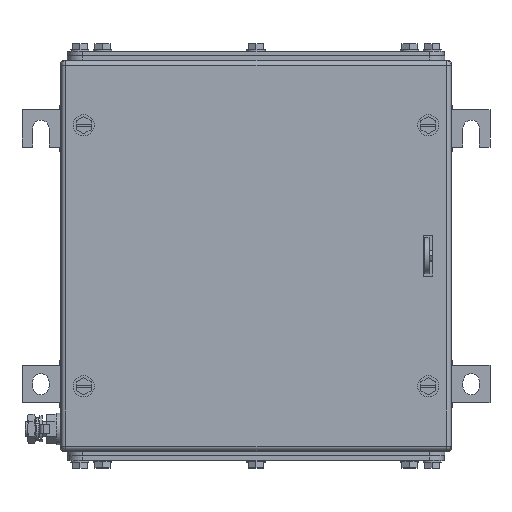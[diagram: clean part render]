
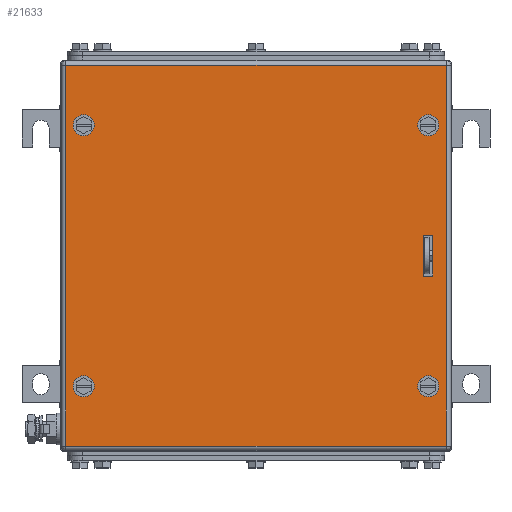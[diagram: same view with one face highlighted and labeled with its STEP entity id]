
A CAD part, top view. The second image highlights one B-rep face of the part: STEP entity #21633.
In plain terms, the highlighted planar face has unit normal (0, 0, 1).
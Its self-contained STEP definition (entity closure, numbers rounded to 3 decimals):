
#21473=AXIS2_PLACEMENT_3D('Circle Axis2P3D',#21471,#21472,$) ;
#21500=AXIS2_PLACEMENT_3D('Plane Axis2P3D',#21497,#21498,#21499) ;
#21538=AXIS2_PLACEMENT_3D('Circle Axis2P3D',#21536,#21537,$) ;
#21547=AXIS2_PLACEMENT_3D('Circle Axis2P3D',#21545,#21546,$) ;
#21556=AXIS2_PLACEMENT_3D('Circle Axis2P3D',#21554,#21555,$) ;
#21565=AXIS2_PLACEMENT_3D('Circle Axis2P3D',#21563,#21564,$) ;
#21574=AXIS2_PLACEMENT_3D('Circle Axis2P3D',#21572,#21573,$) ;
#21583=AXIS2_PLACEMENT_3D('Circle Axis2P3D',#21581,#21582,$) ;
#21592=AXIS2_PLACEMENT_3D('Circle Axis2P3D',#21590,#21591,$) ;
#21468=CARTESIAN_POINT('Vertex',(44.5,227.75,203.5)) ;
#21471=CARTESIAN_POINT('Axis2P3D Location',(41.,227.75,203.5)) ;
#21475=CARTESIAN_POINT('Vertex',(37.5,227.75,203.5)) ;
#21497=CARTESIAN_POINT('Axis2P3D Location',(155.5,141.,203.5)) ;
#21502=CARTESIAN_POINT('Line Origine',(155.5,267.5,203.5)) ;
#21506=CARTESIAN_POINT('Vertex',(282.,267.5,203.5)) ;
#21508=CARTESIAN_POINT('Vertex',(29.,267.5,203.5)) ;
#21511=CARTESIAN_POINT('Line Origine',(29.,141.,203.5)) ;
#21515=CARTESIAN_POINT('Vertex',(29.,14.5,203.5)) ;
#21518=CARTESIAN_POINT('Line Origine',(155.5,14.5,203.5)) ;
#21522=CARTESIAN_POINT('Vertex',(282.,14.5,203.5)) ;
#21525=CARTESIAN_POINT('Line Origine',(282.,141.,203.5)) ;
#21536=CARTESIAN_POINT('Axis2P3D Location',(41.,227.75,203.5)) ;
#21545=CARTESIAN_POINT('Axis2P3D Location',(41.,54.25,203.5)) ;
#21549=CARTESIAN_POINT('Vertex',(37.5,54.25,203.5)) ;
#21551=CARTESIAN_POINT('Vertex',(44.5,54.25,203.5)) ;
#21554=CARTESIAN_POINT('Axis2P3D Location',(41.,54.25,203.5)) ;
#21563=CARTESIAN_POINT('Axis2P3D Location',(270.,54.25,203.5)) ;
#21567=CARTESIAN_POINT('Vertex',(273.5,54.25,203.5)) ;
#21569=CARTESIAN_POINT('Vertex',(266.5,54.25,203.5)) ;
#21572=CARTESIAN_POINT('Axis2P3D Location',(270.,54.25,203.5)) ;
#21581=CARTESIAN_POINT('Axis2P3D Location',(270.,227.75,203.5)) ;
#21585=CARTESIAN_POINT('Vertex',(273.5,227.75,203.5)) ;
#21587=CARTESIAN_POINT('Vertex',(266.5,227.75,203.5)) ;
#21590=CARTESIAN_POINT('Axis2P3D Location',(270.,227.75,203.5)) ;
#21599=CARTESIAN_POINT('Line Origine',(269.75,127.5,203.5)) ;
#21603=CARTESIAN_POINT('Vertex',(273.,127.5,203.5)) ;
#21605=CARTESIAN_POINT('Vertex',(266.5,127.5,203.5)) ;
#21608=CARTESIAN_POINT('Line Origine',(266.5,141.,203.5)) ;
#21612=CARTESIAN_POINT('Vertex',(266.5,154.5,203.5)) ;
#21615=CARTESIAN_POINT('Line Origine',(269.75,154.5,203.5)) ;
#21619=CARTESIAN_POINT('Vertex',(273.,154.5,203.5)) ;
#21622=CARTESIAN_POINT('Line Origine',(273.,141.,203.5)) ;
#21472=DIRECTION('Axis2P3D Direction',(0.,0.,1.)) ;
#21498=DIRECTION('Axis2P3D Direction',(0.,0.,1.)) ;
#21499=DIRECTION('Axis2P3D XDirection',(1.,0.,0.)) ;
#21503=DIRECTION('Vector Direction',(1.,0.,0.)) ;
#21512=DIRECTION('Vector Direction',(0.,-1.,0.)) ;
#21519=DIRECTION('Vector Direction',(1.,0.,0.)) ;
#21526=DIRECTION('Vector Direction',(0.,1.,0.)) ;
#21537=DIRECTION('Axis2P3D Direction',(0.,0.,1.)) ;
#21546=DIRECTION('Axis2P3D Direction',(0.,0.,1.)) ;
#21555=DIRECTION('Axis2P3D Direction',(0.,0.,1.)) ;
#21564=DIRECTION('Axis2P3D Direction',(0.,0.,1.)) ;
#21573=DIRECTION('Axis2P3D Direction',(0.,0.,1.)) ;
#21582=DIRECTION('Axis2P3D Direction',(0.,0.,1.)) ;
#21591=DIRECTION('Axis2P3D Direction',(0.,0.,1.)) ;
#21600=DIRECTION('Vector Direction',(-1.,0.,0.)) ;
#21609=DIRECTION('Vector Direction',(0.,1.,0.)) ;
#21616=DIRECTION('Vector Direction',(1.,0.,0.)) ;
#21623=DIRECTION('Vector Direction',(0.,-1.,0.)) ;
#21504=VECTOR('Line Direction',#21503,1.) ;
#21513=VECTOR('Line Direction',#21512,1.) ;
#21520=VECTOR('Line Direction',#21519,1.) ;
#21527=VECTOR('Line Direction',#21526,1.) ;
#21601=VECTOR('Line Direction',#21600,1.) ;
#21610=VECTOR('Line Direction',#21609,1.) ;
#21617=VECTOR('Line Direction',#21616,1.) ;
#21624=VECTOR('Line Direction',#21623,1.) ;
#21531=ORIENTED_EDGE('',*,*,#21510,.T.) ;
#21532=ORIENTED_EDGE('',*,*,#21517,.T.) ;
#21533=ORIENTED_EDGE('',*,*,#21524,.T.) ;
#21534=ORIENTED_EDGE('',*,*,#21529,.T.) ;
#21542=ORIENTED_EDGE('',*,*,#21540,.F.) ;
#21543=ORIENTED_EDGE('',*,*,#21477,.F.) ;
#21560=ORIENTED_EDGE('',*,*,#21553,.F.) ;
#21561=ORIENTED_EDGE('',*,*,#21558,.F.) ;
#21578=ORIENTED_EDGE('',*,*,#21571,.F.) ;
#21579=ORIENTED_EDGE('',*,*,#21576,.F.) ;
#21596=ORIENTED_EDGE('',*,*,#21589,.F.) ;
#21597=ORIENTED_EDGE('',*,*,#21594,.F.) ;
#21628=ORIENTED_EDGE('',*,*,#21607,.T.) ;
#21629=ORIENTED_EDGE('',*,*,#21614,.T.) ;
#21630=ORIENTED_EDGE('',*,*,#21621,.T.) ;
#21631=ORIENTED_EDGE('',*,*,#21626,.T.) ;
#21544=FACE_BOUND('',#21541,.T.) ;
#21562=FACE_BOUND('',#21559,.T.) ;
#21580=FACE_BOUND('',#21577,.T.) ;
#21598=FACE_BOUND('',#21595,.T.) ;
#21632=FACE_BOUND('',#21627,.T.) ;
#21633=ADVANCED_FACE('ZUB_KTB_MH_262620_2GP_AllCATPart.2\\ZUB_DE_KTB_MH_306x306.1\\DE_KTB_MH_PART_MASTER.1\\Koerper.2',(#21535,#21544,#21562,#21580,#21598,#21632),#21501,.T.) ;
#21474=CIRCLE('generated circle',#21473,3.5) ;
#21539=CIRCLE('generated circle',#21538,3.5) ;
#21548=CIRCLE('generated circle',#21547,3.5) ;
#21557=CIRCLE('generated circle',#21556,3.5) ;
#21566=CIRCLE('generated circle',#21565,3.5) ;
#21575=CIRCLE('generated circle',#21574,3.5) ;
#21584=CIRCLE('generated circle',#21583,3.5) ;
#21593=CIRCLE('generated circle',#21592,3.5) ;
#21477=EDGE_CURVE('',#21469,#21476,#21474,.T.) ;
#21510=EDGE_CURVE('',#21507,#21509,#21505,.F.) ;
#21517=EDGE_CURVE('',#21509,#21516,#21514,.T.) ;
#21524=EDGE_CURVE('',#21516,#21523,#21521,.T.) ;
#21529=EDGE_CURVE('',#21523,#21507,#21528,.T.) ;
#21540=EDGE_CURVE('',#21476,#21469,#21539,.T.) ;
#21553=EDGE_CURVE('',#21550,#21552,#21548,.T.) ;
#21558=EDGE_CURVE('',#21552,#21550,#21557,.T.) ;
#21571=EDGE_CURVE('',#21568,#21570,#21566,.T.) ;
#21576=EDGE_CURVE('',#21570,#21568,#21575,.T.) ;
#21589=EDGE_CURVE('',#21586,#21588,#21584,.T.) ;
#21594=EDGE_CURVE('',#21588,#21586,#21593,.T.) ;
#21607=EDGE_CURVE('',#21604,#21606,#21602,.T.) ;
#21614=EDGE_CURVE('',#21606,#21613,#21611,.T.) ;
#21621=EDGE_CURVE('',#21613,#21620,#21618,.T.) ;
#21626=EDGE_CURVE('',#21620,#21604,#21625,.T.) ;
#21530=EDGE_LOOP('',(#21531,#21532,#21533,#21534)) ;
#21541=EDGE_LOOP('',(#21542,#21543)) ;
#21559=EDGE_LOOP('',(#21560,#21561)) ;
#21577=EDGE_LOOP('',(#21578,#21579)) ;
#21595=EDGE_LOOP('',(#21596,#21597)) ;
#21627=EDGE_LOOP('',(#21628,#21629,#21630,#21631)) ;
#21535=FACE_OUTER_BOUND('',#21530,.T.) ;
#21505=LINE('Line',#21502,#21504) ;
#21514=LINE('Line',#21511,#21513) ;
#21521=LINE('Line',#21518,#21520) ;
#21528=LINE('Line',#21525,#21527) ;
#21602=LINE('Line',#21599,#21601) ;
#21611=LINE('Line',#21608,#21610) ;
#21618=LINE('Line',#21615,#21617) ;
#21625=LINE('Line',#21622,#21624) ;
#21501=PLANE('',#21500) ;
#21469=VERTEX_POINT('',#21468) ;
#21476=VERTEX_POINT('',#21475) ;
#21507=VERTEX_POINT('',#21506) ;
#21509=VERTEX_POINT('',#21508) ;
#21516=VERTEX_POINT('',#21515) ;
#21523=VERTEX_POINT('',#21522) ;
#21550=VERTEX_POINT('',#21549) ;
#21552=VERTEX_POINT('',#21551) ;
#21568=VERTEX_POINT('',#21567) ;
#21570=VERTEX_POINT('',#21569) ;
#21586=VERTEX_POINT('',#21585) ;
#21588=VERTEX_POINT('',#21587) ;
#21604=VERTEX_POINT('',#21603) ;
#21606=VERTEX_POINT('',#21605) ;
#21613=VERTEX_POINT('',#21612) ;
#21620=VERTEX_POINT('',#21619) ;
